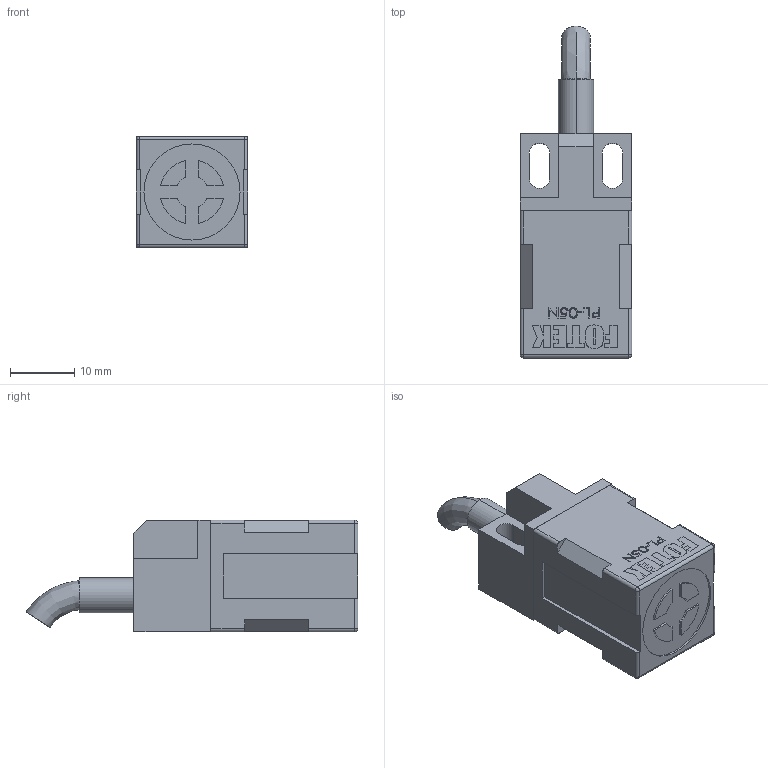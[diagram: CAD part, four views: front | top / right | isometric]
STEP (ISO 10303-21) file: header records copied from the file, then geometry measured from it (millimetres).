
FILE_DESCRIPTION (( 'STEP AP203' ), '1' );
FILE_NAME ('fotek-pl-05n.STEP', '2021-11-16T10:55:09', ( '' ), ( '' ), 'SwSTEP 2.0', 'SolidWorks 2020', '' );
FILE_SCHEMA (( 'CONFIG_CONTROL_DESIGN' ));
Length unit declared in the file: millimetre
Products named in the file (5): LED 3mm RED_Standard.STEP; Fotek_top.STEP; Assem1.STEP; Fotek_body.STEP; fotek-pl-05n
Assembly tree (4 placements, depth 3):
  fotek-pl-05n
    Assem1.STEP
      Fotek_body.STEP
      Fotek_top.STEP
      LED 3mm RED_Standard.STEP
Bounding box: 17.4 x 51.85 x 17.4 mm (x, y, z)
Volume: 9347.5 mm3; surface area: 4662.1 mm2
Topology: 3 solids, 3 shells, 256 faces, 665 edges, 435 vertices
Faces by surface type: plane 166, cylinder 49, bspline 33, sphere 6, torus 2
Entity records: 10559 total; most frequent: CARTESIAN_POINT 3922, ORIENTED_EDGE 1316, DIRECTION 1157, EDGE_CURVE 658, VECTOR 485, LINE 485, VERTEX_POINT 434, AXIS2_PLACEMENT_3D 336
